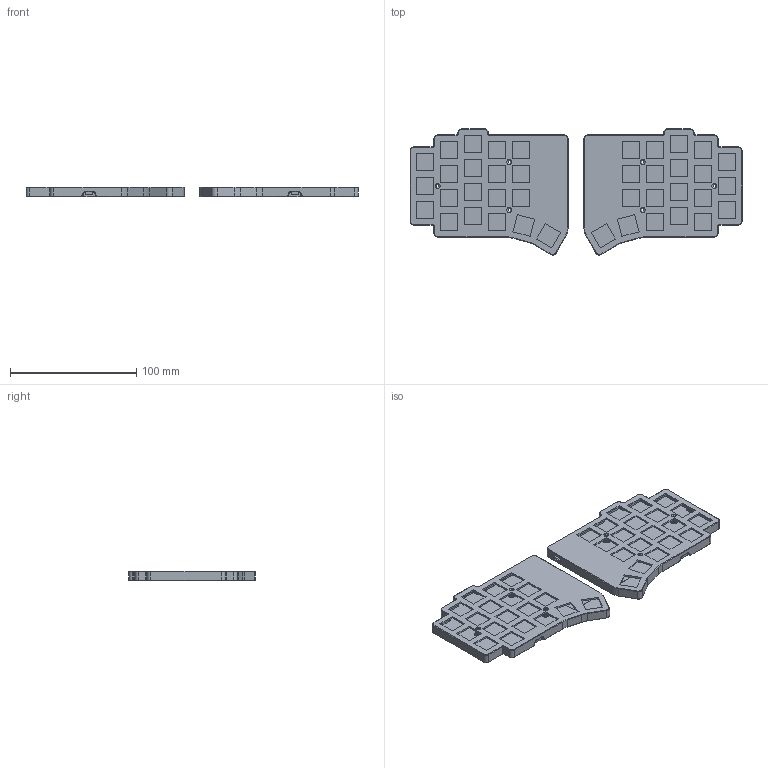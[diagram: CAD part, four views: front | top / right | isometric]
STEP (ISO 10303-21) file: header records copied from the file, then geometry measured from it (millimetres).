
FILE_DESCRIPTION(('FreeCAD Model'),'2;1');
FILE_NAME('Open CASCADE Shape Model','2025-01-13T11:57:05',(''),(''), 'Open CASCADE STEP processor 7.6','FreeCAD','Unknown');
FILE_SCHEMA(('AUTOMOTIVE_DESIGN { 1 0 10303 214 1 1 1 1 }'));
Length unit declared in the file: millimetre
Products named in the file (5): Enclosure_S; Bottom; Top-Mirrored; Bottom-Mirrored; Top
Assembly tree (4 placements, depth 2):
  Enclosure_S
    Bottom
    Top-Mirrored
    Bottom-Mirrored
    Top
Bounding box: 263 x 99.98 x 7.9 mm (x, y, z)
Volume: 68975.9 mm3; surface area: 80927 mm2
Topology: 4 solids, 4 shells, 1304 faces, 3472 edges, 2244 vertices
Faces by surface type: plane 772, cylinder 408, cone 104, torus 12, revolution 8
Full cylindrical faces by diameter (mm): 2.2 x12, 3.8 x6, 4.2 x6
Entity records: 40750 total; most frequent: CARTESIAN_POINT 7081, DIRECTION 7054, ORIENTED_EDGE 6944, EDGE_CURVE 3472, LINE 2500, VECTOR 2500, AXIS2_PLACEMENT_3D 2273, VERTEX_POINT 2244
